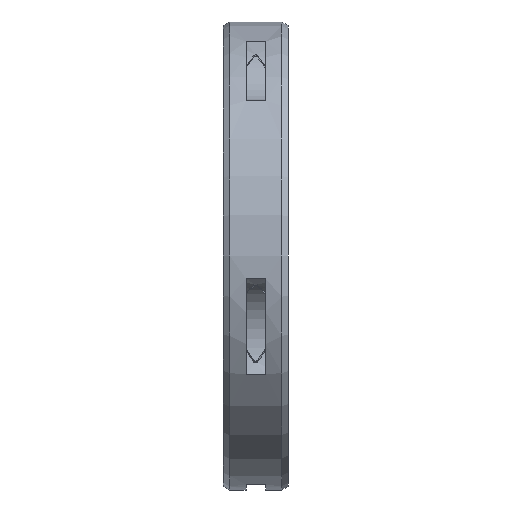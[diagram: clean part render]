
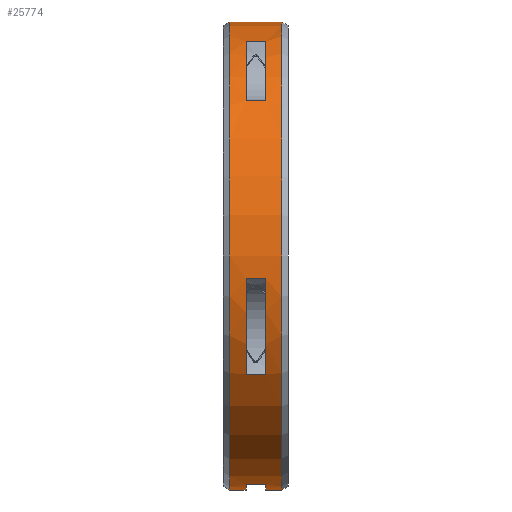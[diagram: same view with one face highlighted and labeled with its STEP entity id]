
A CAD part, left-side view. The second image highlights one B-rep face of the part: STEP entity #25774.
In plain terms, the highlighted cylindrical face has radius 36 mm (diameter 72 mm), a partial arc.
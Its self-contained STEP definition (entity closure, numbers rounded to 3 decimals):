
#24411=CARTESIAN_POINT('',(0.,-1.5,0.));
#24412=DIRECTION('',(0.,-1.,0.));
#24413=DIRECTION('',(-0.215,0.,-0.977));
#24414=AXIS2_PLACEMENT_3D('',#24411,#24412,#24413);
#24419=DIRECTION('',(0.,-1.,0.));
#24420=VECTOR('',#24419,3.);
#24421=CARTESIAN_POINT('',(-7.733,1.5,-35.16));
#24422=LINE('',#24421,#24420);
#24426=CARTESIAN_POINT('',(0.,1.5,0.));
#24427=DIRECTION('',(0.,-1.,0.));
#24428=DIRECTION('',(-0.215,0.,-0.977));
#24429=AXIS2_PLACEMENT_3D('',#24426,#24427,#24428);
#24434=DIRECTION('',(0.,1.,0.));
#24435=VECTOR('',#24434,2.5);
#24436=CARTESIAN_POINT('',(0.,1.5,-36.));
#24437=LINE('',#24436,#24435);
#24441=DIRECTION('',(0.,1.,0.));
#24442=VECTOR('',#24441,8.);
#24443=CARTESIAN_POINT('',(0.,-4.,36.));
#24444=LINE('',#24443,#24442);
#24448=CARTESIAN_POINT('',(0.,-4.,0.));
#24449=DIRECTION('',(0.,1.,0.));
#24450=DIRECTION('',(0.,0.,-1.));
#24451=AXIS2_PLACEMENT_3D('',#24448,#24449,#24450);
#24456=DIRECTION('',(0.,1.,0.));
#24457=VECTOR('',#24456,2.5);
#24458=CARTESIAN_POINT('',(0.,-4.,-36.));
#24459=LINE('',#24458,#24457);
#24463=CARTESIAN_POINT('',(0.,-1.5,0.));
#24464=DIRECTION('',(0.,-1.,0.));
#24465=DIRECTION('',(-0.4,0.,0.916));
#24466=AXIS2_PLACEMENT_3D('',#24463,#24464,#24465);
#24471=DIRECTION('',(0.,-1.,0.));
#24472=VECTOR('',#24471,3.);
#24473=CARTESIAN_POINT('',(-14.41,1.5,32.99));
#24474=LINE('',#24473,#24472);
#24478=CARTESIAN_POINT('',(0.,1.5,0.));
#24479=DIRECTION('',(0.,-1.,0.));
#24480=DIRECTION('',(-0.4,0.,0.916));
#24481=AXIS2_PLACEMENT_3D('',#24478,#24479,#24480);
#24486=DIRECTION('',(0.,-1.,0.));
#24487=VECTOR('',#24486,3.);
#24488=CARTESIAN_POINT('',(-26.922,1.5,23.899));
#24489=LINE('',#24488,#24487);
#24493=CARTESIAN_POINT('',(0.,-1.5,0.));
#24494=DIRECTION('',(0.,-1.,0.));
#24495=DIRECTION('',(-0.995,0.,-0.098));
#24496=AXIS2_PLACEMENT_3D('',#24493,#24494,#24495);
#24501=DIRECTION('',(0.,-1.,0.));
#24502=VECTOR('',#24501,3.);
#24503=CARTESIAN_POINT('',(-35.828,1.5,-3.51));
#24504=LINE('',#24503,#24502);
#24508=CARTESIAN_POINT('',(0.,1.5,0.));
#24509=DIRECTION('',(0.,-1.,0.));
#24510=DIRECTION('',(-0.995,0.,-0.098));
#24511=AXIS2_PLACEMENT_3D('',#24508,#24509,#24510);
#24516=DIRECTION('',(0.,-1.,0.));
#24517=VECTOR('',#24516,3.);
#24518=CARTESIAN_POINT('',(-31.049,1.5,-18.219));
#24519=LINE('',#24518,#24517);
#24837=CARTESIAN_POINT('',(0.,4.,0.));
#24838=DIRECTION('',(0.,1.,0.));
#24839=DIRECTION('',(0.,0.,-1.));
#24840=AXIS2_PLACEMENT_3D('',#24837,#24838,#24839);
#25060=CARTESIAN_POINT('',(0.,-4.,-36.));
#25062=VERTEX_POINT('',#25060);
#25063=CARTESIAN_POINT('',(0.,4.,-36.));
#25065=VERTEX_POINT('',#25063);
#25092=CARTESIAN_POINT('',(0.,-4.,36.));
#25094=VERTEX_POINT('',#25092);
#25095=CARTESIAN_POINT('',(0.,4.,36.));
#25096=VERTEX_POINT('',#25095);
#25109=CARTESIAN_POINT('',(0.,-1.5,-36.));
#25111=VERTEX_POINT('',#25109);
#25113=CARTESIAN_POINT('',(0.,1.5,-36.));
#25115=VERTEX_POINT('',#25113);
#25123=CARTESIAN_POINT('',(-7.733,-1.5,-35.16));
#25124=VERTEX_POINT('',#25123);
#25125=CARTESIAN_POINT('',(-7.733,1.5,-35.16));
#25126=VERTEX_POINT('',#25125);
#25179=CARTESIAN_POINT('',(-14.41,-1.5,32.99));
#25180=CARTESIAN_POINT('',(-26.922,-1.5,23.899));
#25181=VERTEX_POINT('',#25179);
#25182=VERTEX_POINT('',#25180);
#25183=CARTESIAN_POINT('',(-14.41,1.5,32.99));
#25184=CARTESIAN_POINT('',(-26.922,1.5,23.899));
#25185=VERTEX_POINT('',#25183);
#25186=VERTEX_POINT('',#25184);
#25199=CARTESIAN_POINT('',(-35.828,-1.5,-3.51));
#25200=CARTESIAN_POINT('',(-31.049,-1.5,-18.219));
#25201=VERTEX_POINT('',#25199);
#25202=VERTEX_POINT('',#25200);
#25203=CARTESIAN_POINT('',(-35.828,1.5,-3.51));
#25204=CARTESIAN_POINT('',(-31.049,1.5,-18.219));
#25205=VERTEX_POINT('',#25203);
#25206=VERTEX_POINT('',#25204);
#25738=CARTESIAN_POINT('',(0.,37.776,0.));
#25739=DIRECTION('',(0.,-1.,0.));
#25740=DIRECTION('',(0.,0.,1.));
#25741=AXIS2_PLACEMENT_3D('',#25738,#25739,#25740);
#25742=CYLINDRICAL_SURFACE('',#25741,36.);
#25743=ORIENTED_EDGE('',*,*,#25616,.F.);
#25745=ORIENTED_EDGE('',*,*,#25744,.F.);
#25747=ORIENTED_EDGE('',*,*,#25746,.T.);
#25748=ORIENTED_EDGE('',*,*,#25577,.T.);
#25750=ORIENTED_EDGE('',*,*,#25749,.T.);
#25751=ORIENTED_EDGE('',*,*,#25573,.F.);
#25753=ORIENTED_EDGE('',*,*,#25752,.F.);
#25754=ORIENTED_EDGE('',*,*,#25569,.T.);
#25755=EDGE_LOOP('',(#25743,#25745,#25747,#25748,#25750,#25751,#25753,#25754));
#25756=FACE_OUTER_BOUND('',#25755,.F.);
#25758=ORIENTED_EDGE('',*,*,#25757,.F.);
#25760=ORIENTED_EDGE('',*,*,#25759,.F.);
#25762=ORIENTED_EDGE('',*,*,#25761,.T.);
#25764=ORIENTED_EDGE('',*,*,#25763,.T.);
#25765=EDGE_LOOP('',(#25758,#25760,#25762,#25764));
#25766=FACE_BOUND('',#25765,.F.);
#25767=ORIENTED_EDGE('',*,*,#25676,.F.);
#25768=ORIENTED_EDGE('',*,*,#25724,.F.);
#25770=ORIENTED_EDGE('',*,*,#25769,.T.);
#25771=ORIENTED_EDGE('',*,*,#25698,.T.);
#25772=EDGE_LOOP('',(#25767,#25768,#25770,#25771));
#25773=FACE_BOUND('',#25772,.F.);
#24415=CIRCLE('',#24414,36.);
#24430=CIRCLE('',#24429,36.);
#24452=CIRCLE('',#24451,36.);
#24467=CIRCLE('',#24466,36.);
#24482=CIRCLE('',#24481,36.);
#24497=CIRCLE('',#24496,36.);
#24512=CIRCLE('',#24511,36.);
#24841=CIRCLE('',#24840,36.);
#25569=EDGE_CURVE('',#25062,#25111,#24459,.T.);
#25573=EDGE_CURVE('',#25094,#25096,#24444,.T.);
#25577=EDGE_CURVE('',#25115,#25065,#24437,.T.);
#25616=EDGE_CURVE('',#25124,#25111,#24415,.T.);
#25676=EDGE_CURVE('',#25201,#25202,#24497,.T.);
#25698=EDGE_CURVE('',#25206,#25202,#24519,.T.);
#25724=EDGE_CURVE('',#25205,#25201,#24504,.T.);
#25744=EDGE_CURVE('',#25126,#25124,#24422,.T.);
#25746=EDGE_CURVE('',#25126,#25115,#24430,.T.);
#25749=EDGE_CURVE('',#25065,#25096,#24841,.T.);
#25752=EDGE_CURVE('',#25062,#25094,#24452,.T.);
#25757=EDGE_CURVE('',#25181,#25182,#24467,.T.);
#25759=EDGE_CURVE('',#25185,#25181,#24474,.T.);
#25761=EDGE_CURVE('',#25185,#25186,#24482,.T.);
#25763=EDGE_CURVE('',#25186,#25182,#24489,.T.);
#25769=EDGE_CURVE('',#25205,#25206,#24512,.T.);
#25774=ADVANCED_FACE('',(#25756,#25766,#25773),#25742,.T.);
